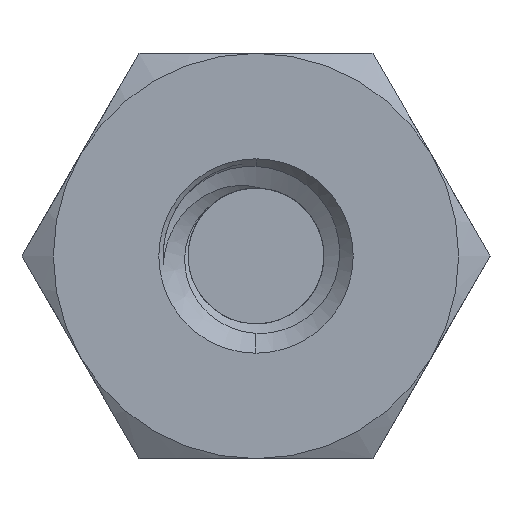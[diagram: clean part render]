
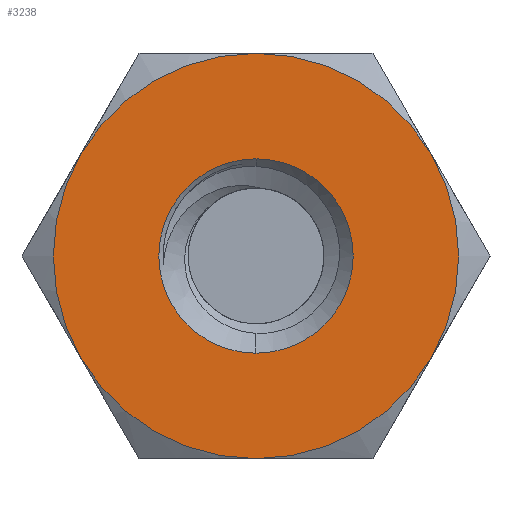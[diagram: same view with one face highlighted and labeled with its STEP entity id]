
A CAD part, left-side view. The second image highlights one B-rep face of the part: STEP entity #3238.
In plain terms, the highlighted planar face has unit normal (-1, 0, 0).
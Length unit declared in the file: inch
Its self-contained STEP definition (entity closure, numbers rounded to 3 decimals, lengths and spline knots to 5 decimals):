
#41 = CARTESIAN_POINT ( 'NONE',  ( -0.26563, 0., -0.045 ) ) ;
#42 = CARTESIAN_POINT ( 'NONE',  ( -0.26563, -0.08119, 0.04687 ) ) ;
#128 = VERTEX_POINT ( 'NONE', #419 ) ;
#134 = VERTEX_POINT ( 'NONE', #431 ) ;
#135 = VERTEX_POINT ( 'NONE', #428 ) ;
#201 = VERTEX_POINT ( 'NONE', #461 ) ;
#204 = VERTEX_POINT ( 'NONE', #4671 ) ;
#205 = VERTEX_POINT ( 'NONE', #42 ) ;
#214 = VERTEX_POINT ( 'NONE', #41 ) ;
#220 = VERTEX_POINT ( 'NONE', #471 ) ;
#360 = DIRECTION ( 'NONE',  ( 0., 0., 1. ) ) ;
#362 = DIRECTION ( 'NONE',  ( -1., 0., 0. ) ) ;
#364 = CARTESIAN_POINT ( 'NONE',  ( -0.26563, 0., 0. ) ) ;
#419 = CARTESIAN_POINT ( 'NONE',  ( -0.26563, -0.08119, -0.04688 ) ) ;
#428 = CARTESIAN_POINT ( 'NONE',  ( -0.26563, 0.08119, -0.04687 ) ) ;
#431 = CARTESIAN_POINT ( 'NONE',  ( -0.26563, 0., -0.09375 ) ) ;
#461 = CARTESIAN_POINT ( 'NONE',  ( -0.26563, 0.08119, 0.04688 ) ) ;
#471 = CARTESIAN_POINT ( 'NONE',  ( -0.26563, 0., 0.045 ) ) ;
#856 = CIRCLE ( 'NONE', #2303, 0.045 ) ;
#885 = CIRCLE ( 'NONE', #2306, 0.045 ) ;
#927 = EDGE_CURVE ( 'NONE', #220, #214, #856, .T. ) ;
#1115 = FACE_BOUND ( 'NONE', #1422, .T. ) ;
#1123 = FACE_OUTER_BOUND ( 'NONE', #1440, .T. ) ;
#1177 = CIRCLE ( 'NONE', #2397, 0.09375 ) ;
#1179 = CIRCLE ( 'NONE', #2398, 0.09375 ) ;
#1182 = CIRCLE ( 'NONE', #2399, 0.09375 ) ;
#1186 = CIRCLE ( 'NONE', #2407, 0.09375 ) ;
#1187 = CIRCLE ( 'NONE', #2408, 0.09375 ) ;
#1189 = CIRCLE ( 'NONE', #2409, 0.09375 ) ;
#1337 = ORIENTED_EDGE ( 'NONE', *, *, #3711, .F. ) ;
#1376 = ORIENTED_EDGE ( 'NONE', *, *, #3728, .F. ) ;
#1379 = ORIENTED_EDGE ( 'NONE', *, *, #3744, .T. ) ;
#1380 = ORIENTED_EDGE ( 'NONE', *, *, #1957, .F. ) ;
#1385 = ORIENTED_EDGE ( 'NONE', *, *, #3741, .F. ) ;
#1389 = ORIENTED_EDGE ( 'NONE', *, *, #927, .F. ) ;
#1419 = ORIENTED_EDGE ( 'NONE', *, *, #3713, .F. ) ;
#1422 = EDGE_LOOP ( 'NONE', ( #1389, #1380 ) ) ;
#1430 = ORIENTED_EDGE ( 'NONE', *, *, #3737, .F. ) ;
#1440 = EDGE_LOOP ( 'NONE', ( #1337, #1430, #1385, #1419, #1379, #1376 ) ) ;
#1806 = DIRECTION ( 'NONE',  ( 0., 0., -1. ) ) ;
#1807 = DIRECTION ( 'NONE',  ( 1., 0., 0. ) ) ;
#1808 = CARTESIAN_POINT ( 'NONE',  ( -0.26563, 0., 0. ) ) ;
#1878 = DIRECTION ( 'NONE',  ( 0., 0., -1. ) ) ;
#1882 = DIRECTION ( 'NONE',  ( 1., 0., 0. ) ) ;
#1890 = CARTESIAN_POINT ( 'NONE',  ( -0.26563, 0., 0. ) ) ;
#1910 = DIRECTION ( 'NONE',  ( 0., 0., 1. ) ) ;
#1912 = DIRECTION ( 'NONE',  ( -1., 0., 0. ) ) ;
#1916 = CARTESIAN_POINT ( 'NONE',  ( -0.26563, 0., 0. ) ) ;
#1934 = DIRECTION ( 'NONE',  ( 0., 0., -1. ) ) ;
#1935 = DIRECTION ( 'NONE',  ( 1., 0., 0. ) ) ;
#1937 = CARTESIAN_POINT ( 'NONE',  ( -0.26563, 0., 0. ) ) ;
#1957 = EDGE_CURVE ( 'NONE', #214, #220, #885, .T. ) ;
#2303 = AXIS2_PLACEMENT_3D ( 'NONE', #364, #362, #360 ) ;
#2306 = AXIS2_PLACEMENT_3D ( 'NONE', #2322, #2320, #2319 ) ;
#2319 = DIRECTION ( 'NONE',  ( 0., 0., 1. ) ) ;
#2320 = DIRECTION ( 'NONE',  ( -1., 0., 0. ) ) ;
#2322 = CARTESIAN_POINT ( 'NONE',  ( -0.26563, 0., 0. ) ) ;
#2360 = AXIS2_PLACEMENT_3D ( 'NONE', #3401, #3009, #4473 ) ;
#2397 = AXIS2_PLACEMENT_3D ( 'NONE', #2615, #2613, #2612 ) ;
#2398 = AXIS2_PLACEMENT_3D ( 'NONE', #2614, #2606, #2605 ) ;
#2399 = AXIS2_PLACEMENT_3D ( 'NONE', #1808, #1807, #1806 ) ;
#2407 = AXIS2_PLACEMENT_3D ( 'NONE', #1890, #1882, #1878 ) ;
#2408 = AXIS2_PLACEMENT_3D ( 'NONE', #1937, #1935, #1934 ) ;
#2409 = AXIS2_PLACEMENT_3D ( 'NONE', #1916, #1912, #1910 ) ;
#2605 = DIRECTION ( 'NONE',  ( 0., 0., -1. ) ) ;
#2606 = DIRECTION ( 'NONE',  ( 1., 0., 0. ) ) ;
#2612 = DIRECTION ( 'NONE',  ( 0., 0., -1. ) ) ;
#2613 = DIRECTION ( 'NONE',  ( 1., 0., 0. ) ) ;
#2614 = CARTESIAN_POINT ( 'NONE',  ( -0.26563, 0., 0. ) ) ;
#2615 = CARTESIAN_POINT ( 'NONE',  ( -0.26563, 0., 0. ) ) ;
#3009 = DIRECTION ( 'NONE',  ( 1., 0., 0. ) ) ;
#3238 = ADVANCED_FACE ( 'NONE', ( #1115, #1123 ), #3396, .F. ) ;
#3396 = PLANE ( 'NONE',  #2360 ) ;
#3401 = CARTESIAN_POINT ( 'NONE',  ( -0.26563, 0.10825, 0. ) ) ;
#3711 = EDGE_CURVE ( 'NONE', #134, #135, #1177, .T. ) ;
#3713 = EDGE_CURVE ( 'NONE', #204, #205, #1179, .T. ) ;
#3728 = EDGE_CURVE ( 'NONE', #135, #201, #1182, .T. ) ;
#3737 = EDGE_CURVE ( 'NONE', #128, #134, #1186, .T. ) ;
#3741 = EDGE_CURVE ( 'NONE', #205, #128, #1187, .T. ) ;
#3744 = EDGE_CURVE ( 'NONE', #204, #201, #1189, .T. ) ;
#4473 = DIRECTION ( 'NONE',  ( 0., 0., -1. ) ) ;
#4671 = CARTESIAN_POINT ( 'NONE',  ( -0.26563, 0., 0.09375 ) ) ;
